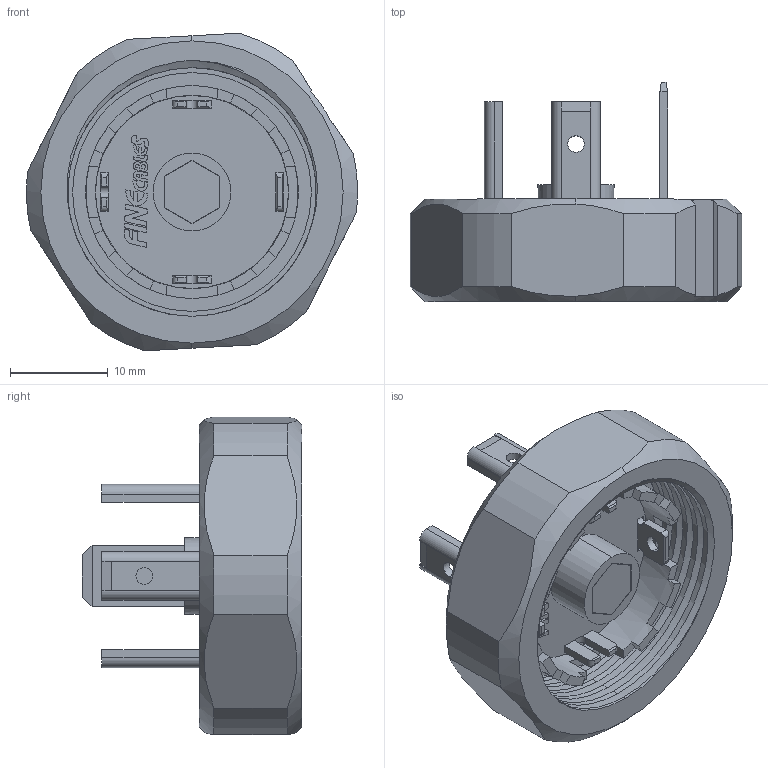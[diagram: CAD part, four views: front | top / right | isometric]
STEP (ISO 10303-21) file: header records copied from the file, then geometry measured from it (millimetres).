
FILE_DESCRIPTION (( 'STEP AP203' ), '1' );
FILE_NAME ('P442.STEP', '2020-04-16T01:46:21', ( 'edpusr' ), ( 'Microsoft' ), 'SwSTEP 2.0', 'SolidWorks 2015', '' );
FILE_SCHEMA (( 'CONFIG_CONTROL_DESIGN' ));
Products named in the file (1): P442
Bounding box: 34 x 22.5 x 32.58 mm (x, y, z)
Volume: 5469.7 mm3; surface area: 6394.8 mm2
Topology: 5 solids, 6 shells, 628 faces, 1698 edges, 1121 vertices
Faces by surface type: plane 433, cylinder 178, cone 11, bspline 6
Entity records: 41334 total; most frequent: CARTESIAN_POINT 25198, ORIENTED_EDGE 3392, DIRECTION 3279, EDGE_CURVE 1696, VECTOR 1207, LINE 1207, VERTEX_POINT 1121, AXIS2_PLACEMENT_3D 1036
